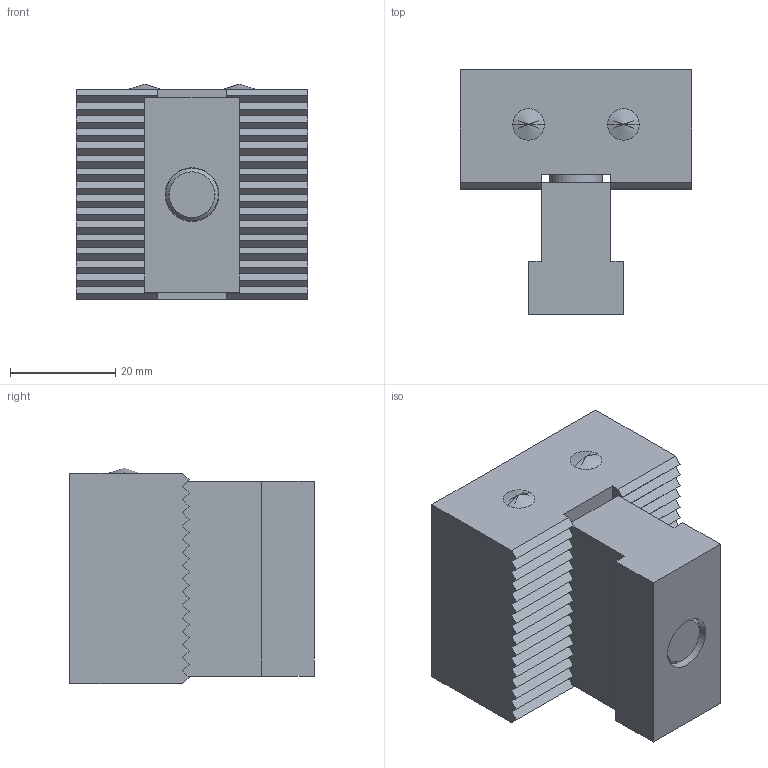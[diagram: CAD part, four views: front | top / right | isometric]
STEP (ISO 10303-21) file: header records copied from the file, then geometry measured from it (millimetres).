
FILE_DESCRIPTION(('STEP AP214'),'1');
FILE_NAME('HALDERV_EH_1586_021.stp','2017-08-30T11:18:17',('TraceParts'),('TraceParts S.A.'),'Spatial InterOp 3D',' ',' ');
FILE_SCHEMA(('automotive_design'));
Length unit declared in the file: millimetre
Products named in the file (5): HALDERV_EH_1586_021_1; HALDERV_EH_1586_021_2; HALDERV_EH_1586_021_3; HALDERV_EH_1586_021_4; HALDERV_EH_1586_021_5
Bounding box: 44 x 46.4 x 41 mm (x, y, z)
Volume: 51096.2 mm3; surface area: 15280.3 mm2
Topology: 5 solids, 5 shells, 113 faces, 305 edges, 201 vertices
Faces by surface type: plane 95, cylinder 10, cone 6, torus 2
Entity records: 4464 total; most frequent: CARTESIAN_POINT 620, ORIENTED_EDGE 602, DIRECTION 570, EDGE_CURVE 301, LINE 268, VECTOR 268, VERTEX_POINT 201, AXIS2_PLACEMENT_3D 151
